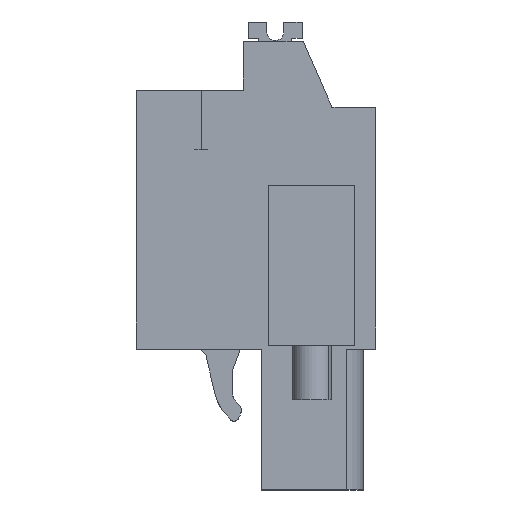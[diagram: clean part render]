
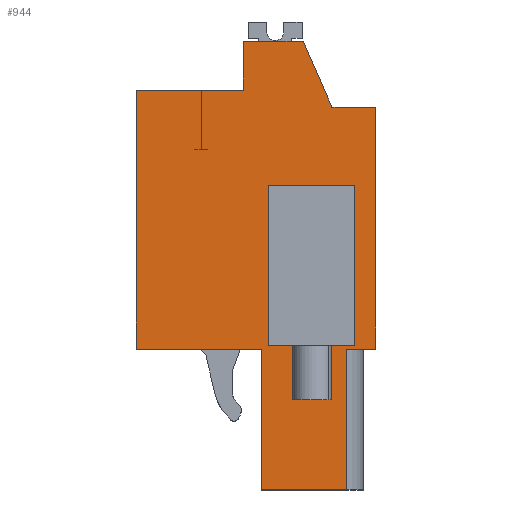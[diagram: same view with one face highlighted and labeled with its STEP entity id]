
A CAD part, left-side view. The second image highlights one B-rep face of the part: STEP entity #944.
In plain terms, the highlighted planar face has unit normal (-1, 0, 0).
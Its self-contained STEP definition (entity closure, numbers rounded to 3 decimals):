
#826=AXIS2_PLACEMENT_3D('Plane Axis2P3D',#823,#824,#825) ;
#42=CARTESIAN_POINT('Vertex',(4.9,7.85,26.59)) ;
#45=CARTESIAN_POINT('Line Origine',(4.9,6.075,26.59)) ;
#49=CARTESIAN_POINT('Vertex',(4.9,4.3,26.59)) ;
#692=CARTESIAN_POINT('Vertex',(4.9,7.85,23.69)) ;
#695=CARTESIAN_POINT('Line Origine',(4.9,7.85,25.14)) ;
#823=CARTESIAN_POINT('Axis2P3D Location',(4.9,6.8,8.35)) ;
#828=CARTESIAN_POINT('Line Origine',(4.9,1.725,4.175)) ;
#832=CARTESIAN_POINT('Vertex',(4.9,1.725,8.35)) ;
#834=CARTESIAN_POINT('Vertex',(4.9,1.725,0.)) ;
#837=CARTESIAN_POINT('Line Origine',(4.9,0.862,8.35)) ;
#841=CARTESIAN_POINT('Vertex',(4.9,0.,8.35)) ;
#844=CARTESIAN_POINT('Line Origine',(4.9,0.,15.52)) ;
#848=CARTESIAN_POINT('Vertex',(4.9,0.,22.69)) ;
#851=CARTESIAN_POINT('Line Origine',(4.9,1.3,22.69)) ;
#855=CARTESIAN_POINT('Vertex',(4.9,2.6,22.69)) ;
#858=CARTESIAN_POINT('Line Origine',(4.9,3.45,24.64)) ;
#863=CARTESIAN_POINT('Line Origine',(4.9,11.025,23.69)) ;
#867=CARTESIAN_POINT('Vertex',(4.9,14.2,23.69)) ;
#870=CARTESIAN_POINT('Line Origine',(4.9,14.2,16.02)) ;
#874=CARTESIAN_POINT('Vertex',(4.9,14.2,8.35)) ;
#877=CARTESIAN_POINT('Line Origine',(4.9,10.485,8.35)) ;
#881=CARTESIAN_POINT('Vertex',(4.9,6.771,8.35)) ;
#884=CARTESIAN_POINT('Line Origine',(4.9,6.771,4.175)) ;
#888=CARTESIAN_POINT('Vertex',(4.9,6.771,0.)) ;
#891=CARTESIAN_POINT('Line Origine',(4.9,4.248,0.)) ;
#910=CARTESIAN_POINT('Line Origine',(4.9,3.8,8.55)) ;
#914=CARTESIAN_POINT('Vertex',(4.9,6.35,8.55)) ;
#916=CARTESIAN_POINT('Vertex',(4.9,1.25,8.55)) ;
#919=CARTESIAN_POINT('Line Origine',(4.9,6.35,13.3)) ;
#923=CARTESIAN_POINT('Vertex',(4.9,6.35,18.05)) ;
#926=CARTESIAN_POINT('Line Origine',(4.9,3.8,18.05)) ;
#930=CARTESIAN_POINT('Vertex',(4.9,1.25,18.05)) ;
#933=CARTESIAN_POINT('Line Origine',(4.9,1.25,13.3)) ;
#46=DIRECTION('Vector Direction',(0.,1.,0.)) ;
#696=DIRECTION('Vector Direction',(0.,0.,-1.)) ;
#824=DIRECTION('Axis2P3D Direction',(1.,0.,0.)) ;
#825=DIRECTION('Axis2P3D XDirection',(0.,1.,0.)) ;
#829=DIRECTION('Vector Direction',(0.,0.,-1.)) ;
#838=DIRECTION('Vector Direction',(0.,-1.,0.)) ;
#845=DIRECTION('Vector Direction',(0.,0.,-1.)) ;
#852=DIRECTION('Vector Direction',(0.,1.,0.)) ;
#859=DIRECTION('Vector Direction',(0.,0.4,0.917)) ;
#864=DIRECTION('Vector Direction',(0.,1.,0.)) ;
#871=DIRECTION('Vector Direction',(0.,0.,1.)) ;
#878=DIRECTION('Vector Direction',(0.,1.,0.)) ;
#885=DIRECTION('Vector Direction',(0.,0.,-1.)) ;
#892=DIRECTION('Vector Direction',(0.,1.,0.)) ;
#911=DIRECTION('Vector Direction',(0.,-1.,0.)) ;
#920=DIRECTION('Vector Direction',(0.,0.,-1.)) ;
#927=DIRECTION('Vector Direction',(0.,-1.,0.)) ;
#934=DIRECTION('Vector Direction',(0.,0.,-1.)) ;
#47=VECTOR('Line Direction',#46,1.) ;
#697=VECTOR('Line Direction',#696,1.) ;
#830=VECTOR('Line Direction',#829,1.) ;
#839=VECTOR('Line Direction',#838,1.) ;
#846=VECTOR('Line Direction',#845,1.) ;
#853=VECTOR('Line Direction',#852,1.) ;
#860=VECTOR('Line Direction',#859,1.) ;
#865=VECTOR('Line Direction',#864,1.) ;
#872=VECTOR('Line Direction',#871,1.) ;
#879=VECTOR('Line Direction',#878,1.) ;
#886=VECTOR('Line Direction',#885,1.) ;
#893=VECTOR('Line Direction',#892,1.) ;
#912=VECTOR('Line Direction',#911,1.) ;
#921=VECTOR('Line Direction',#920,1.) ;
#928=VECTOR('Line Direction',#927,1.) ;
#935=VECTOR('Line Direction',#934,1.) ;
#897=ORIENTED_EDGE('',*,*,#836,.F.) ;
#898=ORIENTED_EDGE('',*,*,#843,.F.) ;
#899=ORIENTED_EDGE('',*,*,#850,.F.) ;
#900=ORIENTED_EDGE('',*,*,#857,.T.) ;
#901=ORIENTED_EDGE('',*,*,#862,.T.) ;
#902=ORIENTED_EDGE('',*,*,#51,.T.) ;
#903=ORIENTED_EDGE('',*,*,#699,.T.) ;
#904=ORIENTED_EDGE('',*,*,#869,.T.) ;
#905=ORIENTED_EDGE('',*,*,#876,.F.) ;
#906=ORIENTED_EDGE('',*,*,#883,.F.) ;
#907=ORIENTED_EDGE('',*,*,#890,.T.) ;
#908=ORIENTED_EDGE('',*,*,#895,.F.) ;
#939=ORIENTED_EDGE('',*,*,#918,.F.) ;
#940=ORIENTED_EDGE('',*,*,#925,.F.) ;
#941=ORIENTED_EDGE('',*,*,#932,.F.) ;
#942=ORIENTED_EDGE('',*,*,#937,.T.) ;
#943=FACE_BOUND('',#938,.T.) ;
#944=ADVANCED_FACE('HOUSING',(#909,#943),#827,.F.) ;
#51=EDGE_CURVE('',#50,#43,#48,.T.) ;
#699=EDGE_CURVE('',#43,#693,#698,.T.) ;
#836=EDGE_CURVE('',#833,#835,#831,.T.) ;
#843=EDGE_CURVE('',#842,#833,#840,.F.) ;
#850=EDGE_CURVE('',#849,#842,#847,.T.) ;
#857=EDGE_CURVE('',#849,#856,#854,.T.) ;
#862=EDGE_CURVE('',#856,#50,#861,.T.) ;
#869=EDGE_CURVE('',#693,#868,#866,.T.) ;
#876=EDGE_CURVE('',#875,#868,#873,.T.) ;
#883=EDGE_CURVE('',#882,#875,#880,.T.) ;
#890=EDGE_CURVE('',#882,#889,#887,.T.) ;
#895=EDGE_CURVE('',#835,#889,#894,.T.) ;
#918=EDGE_CURVE('',#915,#917,#913,.T.) ;
#925=EDGE_CURVE('',#924,#915,#922,.T.) ;
#932=EDGE_CURVE('',#931,#924,#929,.F.) ;
#937=EDGE_CURVE('',#931,#917,#936,.T.) ;
#896=EDGE_LOOP('',(#897,#898,#899,#900,#901,#902,#903,#904,#905,#906,#907,#908)) ;
#938=EDGE_LOOP('',(#939,#940,#941,#942)) ;
#909=FACE_OUTER_BOUND('',#896,.T.) ;
#48=LINE('Line',#45,#47) ;
#698=LINE('Line',#695,#697) ;
#831=LINE('Line',#828,#830) ;
#840=LINE('Line',#837,#839) ;
#847=LINE('Line',#844,#846) ;
#854=LINE('Line',#851,#853) ;
#861=LINE('Line',#858,#860) ;
#866=LINE('Line',#863,#865) ;
#873=LINE('Line',#870,#872) ;
#880=LINE('Line',#877,#879) ;
#887=LINE('Line',#884,#886) ;
#894=LINE('Line',#891,#893) ;
#913=LINE('Line',#910,#912) ;
#922=LINE('Line',#919,#921) ;
#929=LINE('Line',#926,#928) ;
#936=LINE('Line',#933,#935) ;
#827=PLANE('',#826) ;
#43=VERTEX_POINT('',#42) ;
#50=VERTEX_POINT('',#49) ;
#693=VERTEX_POINT('',#692) ;
#833=VERTEX_POINT('',#832) ;
#835=VERTEX_POINT('',#834) ;
#842=VERTEX_POINT('',#841) ;
#849=VERTEX_POINT('',#848) ;
#856=VERTEX_POINT('',#855) ;
#868=VERTEX_POINT('',#867) ;
#875=VERTEX_POINT('',#874) ;
#882=VERTEX_POINT('',#881) ;
#889=VERTEX_POINT('',#888) ;
#915=VERTEX_POINT('',#914) ;
#917=VERTEX_POINT('',#916) ;
#924=VERTEX_POINT('',#923) ;
#931=VERTEX_POINT('',#930) ;
